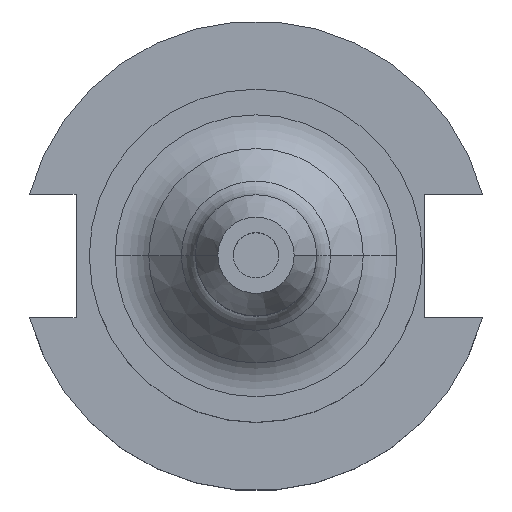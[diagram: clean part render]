
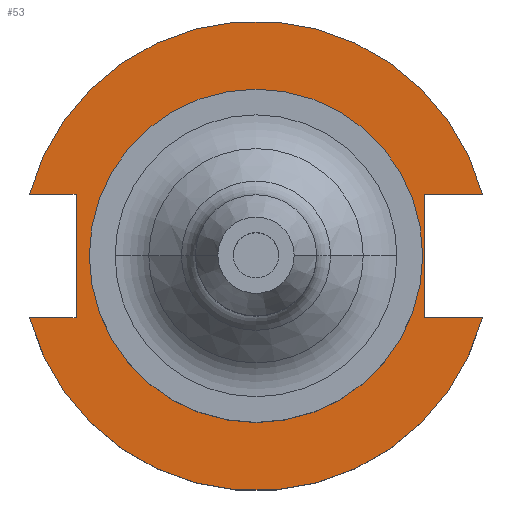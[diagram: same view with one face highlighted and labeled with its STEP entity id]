
A CAD part, top view. The second image highlights one B-rep face of the part: STEP entity #53.
In plain terms, the highlighted planar face has unit normal (0, 0, 1).
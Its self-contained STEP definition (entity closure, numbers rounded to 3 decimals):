
#17 = DIRECTION ( 'NONE',  ( 1., 0., 0. ) ) ;
#50 = VERTEX_POINT ( 'NONE', #586 ) ;
#53 = ADVANCED_FACE ( 'NONE', ( #1710, #942 ), #322, .T. ) ;
#63 = AXIS2_PLACEMENT_3D ( 'NONE', #1741, #1202, #811 ) ;
#78 = CARTESIAN_POINT ( 'NONE',  ( 35.306, 12.954, 19.05 ) ) ;
#85 = CARTESIAN_POINT ( 'NONE',  ( 35.306, -12.954, 19.05 ) ) ;
#99 = CARTESIAN_POINT ( 'NONE',  ( 34.925, 0., 19.05 ) ) ;
#122 = VERTEX_POINT ( 'NONE', #78 ) ;
#131 = VECTOR ( 'NONE', #1437, 1000. ) ;
#132 = CARTESIAN_POINT ( 'NONE',  ( 47.477, 12.954, 19.05 ) ) ;
#168 = ORIENTED_EDGE ( 'NONE', *, *, #896, .F. ) ;
#171 = CARTESIAN_POINT ( 'NONE',  ( 35.306, -12.954, 19.05 ) ) ;
#201 = CARTESIAN_POINT ( 'NONE',  ( -63.719, -12.954, 19.05 ) ) ;
#212 = EDGE_CURVE ( 'NONE', #1556, #894, #731, .T. ) ;
#214 = ORIENTED_EDGE ( 'NONE', *, *, #389, .T. ) ;
#233 = LINE ( 'NONE', #171, #1216 ) ;
#245 = DIRECTION ( 'NONE',  ( 1., 0., 0. ) ) ;
#248 = VECTOR ( 'NONE', #1197, 1000. ) ;
#297 = CARTESIAN_POINT ( 'NONE',  ( -37.719, -12.954, 19.05 ) ) ;
#299 = CARTESIAN_POINT ( 'NONE',  ( -37.719, 12.954, 19.05 ) ) ;
#307 = VERTEX_POINT ( 'NONE', #85 ) ;
#322 = PLANE ( 'NONE',  #384 ) ;
#326 = CARTESIAN_POINT ( 'NONE',  ( 35.306, 12.954, 19.05 ) ) ;
#332 = CARTESIAN_POINT ( 'NONE',  ( 0., 0., 19.05 ) ) ;
#357 = ORIENTED_EDGE ( 'NONE', *, *, #489, .F. ) ;
#365 = DIRECTION ( 'NONE',  ( 1., 0., 0. ) ) ;
#368 = CARTESIAN_POINT ( 'NONE',  ( -37.719, 12.954, 19.05 ) ) ;
#384 = AXIS2_PLACEMENT_3D ( 'NONE', #1526, #1167, #365 ) ;
#389 = EDGE_CURVE ( 'NONE', #867, #1109, #415, .T. ) ;
#415 = CIRCLE ( 'NONE', #63, 49.212 ) ;
#458 = CIRCLE ( 'NONE', #1098, 34.925 ) ;
#459 = DIRECTION ( 'NONE',  ( 0., -1., 0. ) ) ;
#466 = DIRECTION ( 'NONE',  ( 0., 0., 1. ) ) ;
#474 = EDGE_CURVE ( 'NONE', #50, #1485, #1612, .T. ) ;
#489 = EDGE_CURVE ( 'NONE', #307, #1485, #233, .T. ) ;
#565 = ORIENTED_EDGE ( 'NONE', *, *, #592, .F. ) ;
#586 = CARTESIAN_POINT ( 'NONE',  ( -47.477, -12.954, 19.05 ) ) ;
#588 = EDGE_CURVE ( 'NONE', #1317, #1178, #458, .T. ) ;
#592 = EDGE_CURVE ( 'NONE', #1178, #1317, #1315, .T. ) ;
#623 = VECTOR ( 'NONE', #1771, 1000. ) ;
#691 = ORIENTED_EDGE ( 'NONE', *, *, #212, .F. ) ;
#700 = AXIS2_PLACEMENT_3D ( 'NONE', #1188, #1393, #17 ) ;
#726 = EDGE_CURVE ( 'NONE', #867, #122, #1253, .T. ) ;
#731 = LINE ( 'NONE', #368, #131 ) ;
#786 = ORIENTED_EDGE ( 'NONE', *, *, #588, .F. ) ;
#792 = ORIENTED_EDGE ( 'NONE', *, *, #1593, .F. ) ;
#805 = LINE ( 'NONE', #1225, #623 ) ;
#811 = DIRECTION ( 'NONE',  ( 1., 0., 0. ) ) ;
#867 = VERTEX_POINT ( 'NONE', #132 ) ;
#870 = ORIENTED_EDGE ( 'NONE', *, *, #1033, .F. ) ;
#894 = VERTEX_POINT ( 'NONE', #299 ) ;
#896 = EDGE_CURVE ( 'NONE', #894, #1109, #805, .T. ) ;
#942 = FACE_OUTER_BOUND ( 'NONE', #1362, .T. ) ;
#955 = DIRECTION ( 'NONE',  ( -1., 0., 0. ) ) ;
#965 = CARTESIAN_POINT ( 'NONE',  ( 35.306, 12.954, 19.05 ) ) ;
#997 = VECTOR ( 'NONE', #955, 1000. ) ;
#1033 = EDGE_CURVE ( 'NONE', #50, #1556, #1592, .T. ) ;
#1053 = DIRECTION ( 'NONE',  ( 1., 0., 0. ) ) ;
#1098 = AXIS2_PLACEMENT_3D ( 'NONE', #1531, #1298, #1053 ) ;
#1109 = VERTEX_POINT ( 'NONE', #1560 ) ;
#1167 = DIRECTION ( 'NONE',  ( 0., 0., 1. ) ) ;
#1178 = VERTEX_POINT ( 'NONE', #1392 ) ;
#1188 = CARTESIAN_POINT ( 'NONE',  ( 0., 0., 19.05 ) ) ;
#1197 = DIRECTION ( 'NONE',  ( 1., 0., 0. ) ) ;
#1202 = DIRECTION ( 'NONE',  ( 0., 0., 1. ) ) ;
#1216 = VECTOR ( 'NONE', #1512, 1000. ) ;
#1225 = CARTESIAN_POINT ( 'NONE',  ( -63.719, 12.954, 19.05 ) ) ;
#1253 = LINE ( 'NONE', #965, #997 ) ;
#1285 = ORIENTED_EDGE ( 'NONE', *, *, #726, .F. ) ;
#1298 = DIRECTION ( 'NONE',  ( 0., 0., 1. ) ) ;
#1315 = CIRCLE ( 'NONE', #1338, 34.925 ) ;
#1317 = VERTEX_POINT ( 'NONE', #99 ) ;
#1338 = AXIS2_PLACEMENT_3D ( 'NONE', #332, #466, #245 ) ;
#1362 = EDGE_LOOP ( 'NONE', ( #1536, #357, #792, #1285, #214, #168, #691, #870 ) ) ;
#1392 = CARTESIAN_POINT ( 'NONE',  ( -34.925, 0., 19.05 ) ) ;
#1393 = DIRECTION ( 'NONE',  ( 0., 0., 1. ) ) ;
#1437 = DIRECTION ( 'NONE',  ( 0., 1., 0. ) ) ;
#1485 = VERTEX_POINT ( 'NONE', #1561 ) ;
#1512 = DIRECTION ( 'NONE',  ( 1., 0., 0. ) ) ;
#1526 = CARTESIAN_POINT ( 'NONE',  ( 0., 49.212, 19.05 ) ) ;
#1531 = CARTESIAN_POINT ( 'NONE',  ( 0., 0., 19.05 ) ) ;
#1536 = ORIENTED_EDGE ( 'NONE', *, *, #474, .T. ) ;
#1556 = VERTEX_POINT ( 'NONE', #297 ) ;
#1560 = CARTESIAN_POINT ( 'NONE',  ( -47.477, 12.954, 19.05 ) ) ;
#1561 = CARTESIAN_POINT ( 'NONE',  ( 47.477, -12.954, 19.05 ) ) ;
#1592 = LINE ( 'NONE', #201, #248 ) ;
#1593 = EDGE_CURVE ( 'NONE', #122, #307, #1682, .T. ) ;
#1612 = CIRCLE ( 'NONE', #700, 49.212 ) ;
#1652 = VECTOR ( 'NONE', #459, 1000. ) ;
#1682 = LINE ( 'NONE', #326, #1652 ) ;
#1689 = EDGE_LOOP ( 'NONE', ( #786, #565 ) ) ;
#1710 = FACE_BOUND ( 'NONE', #1689, .T. ) ;
#1741 = CARTESIAN_POINT ( 'NONE',  ( 0., 0., 19.05 ) ) ;
#1771 = DIRECTION ( 'NONE',  ( -1., 0., 0. ) ) ;
